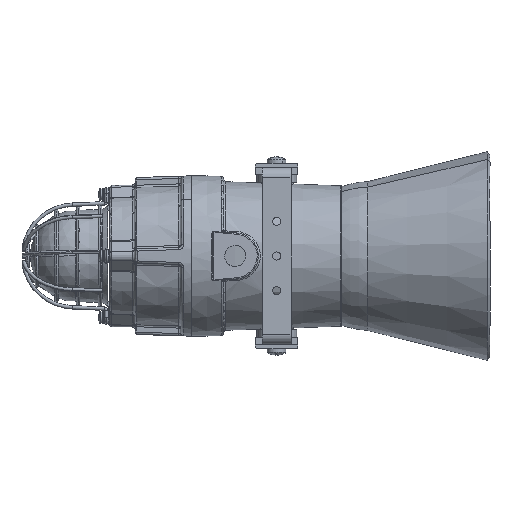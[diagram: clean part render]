
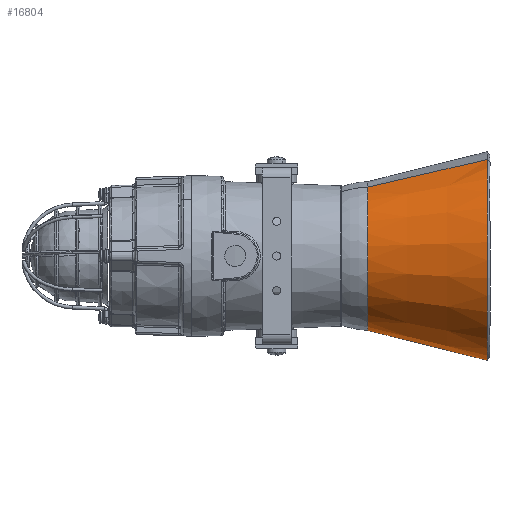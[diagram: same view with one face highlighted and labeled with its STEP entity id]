
A CAD part, front view. The second image highlights one B-rep face of the part: STEP entity #16804.
In plain terms, the highlighted conical face has half-angle 14.048 degrees and reference radius 90.695 mm.
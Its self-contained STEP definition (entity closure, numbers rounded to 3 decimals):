
#4980 = EDGE_CURVE ( 'NONE', #6660, #27385, #27846, .T. ) ;
#6660 = VERTEX_POINT ( 'NONE', #16495 ) ;
#7664 = EDGE_LOOP ( 'NONE', ( #50047, #10737, #36417, #55830 ) ) ;
#7839 = CARTESIAN_POINT ( 'NONE',  ( -122.967, 90.695, 0. ) ) ;
#9008 = EDGE_CURVE ( 'NONE', #27910, #36346, #21605, .T. ) ;
#10737 = ORIENTED_EDGE ( 'NONE', *, *, #55945, .T. ) ;
#10975 = CARTESIAN_POINT ( 'NONE',  ( -19.019, -64.686, 0. ) ) ;
#13304 = CARTESIAN_POINT ( 'NONE',  ( -19.019, 0., 0. ) ) ;
#14457 = AXIS2_PLACEMENT_3D ( 'NONE', #63728, #33650, #53836 ) ;
#15612 = CARTESIAN_POINT ( 'NONE',  ( -122.967, -90.695, 0. ) ) ;
#16246 = DIRECTION ( 'NONE',  ( -0.97, -0.243, 0. ) ) ;
#16495 = CARTESIAN_POINT ( 'NONE',  ( -19.019, 64.686, 0. ) ) ;
#16804 = ADVANCED_FACE ( 'NONE', ( #43558 ), #31343, .T. ) ;
#21605 = CIRCLE ( 'NONE', #37444, 90.695 ) ;
#23350 = LINE ( 'NONE', #7839, #28312 ) ;
#27385 = VERTEX_POINT ( 'NONE', #10975 ) ;
#27846 = CIRCLE ( 'NONE', #61575, 64.686 ) ;
#27910 = VERTEX_POINT ( 'NONE', #29010 ) ;
#28312 = VECTOR ( 'NONE', #42514, 1000. ) ;
#28486 = DIRECTION ( 'NONE',  ( 0., 1., 0. ) ) ;
#29010 = CARTESIAN_POINT ( 'NONE',  ( -122.967, 90.695, 0. ) ) ;
#30477 = LINE ( 'NONE', #15612, #30773 ) ;
#30773 = VECTOR ( 'NONE', #16246, 1000. ) ;
#31343 = CONICAL_SURFACE ( 'NONE', #14457, 90.695, 0.245 ) ;
#33650 = DIRECTION ( 'NONE',  ( -1., 0., 0. ) ) ;
#36346 = VERTEX_POINT ( 'NONE', #57107 ) ;
#36417 = ORIENTED_EDGE ( 'NONE', *, *, #9008, .T. ) ;
#37444 = AXIS2_PLACEMENT_3D ( 'NONE', #52247, #43267, #62120 ) ;
#42514 = DIRECTION ( 'NONE',  ( -0.97, 0.243, 0. ) ) ;
#43267 = DIRECTION ( 'NONE',  ( 1., 0., 0. ) ) ;
#43391 = EDGE_CURVE ( 'NONE', #27385, #36346, #30477, .T. ) ;
#43558 = FACE_OUTER_BOUND ( 'NONE', #7664, .T. ) ;
#50047 = ORIENTED_EDGE ( 'NONE', *, *, #4980, .F. ) ;
#52247 = CARTESIAN_POINT ( 'NONE',  ( -122.967, 0., 0. ) ) ;
#53001 = DIRECTION ( 'NONE',  ( 1., 0., 0. ) ) ;
#53836 = DIRECTION ( 'NONE',  ( 0., -1., 0. ) ) ;
#55830 = ORIENTED_EDGE ( 'NONE', *, *, #43391, .F. ) ;
#55945 = EDGE_CURVE ( 'NONE', #6660, #27910, #23350, .T. ) ;
#57107 = CARTESIAN_POINT ( 'NONE',  ( -122.967, -90.695, 0. ) ) ;
#61575 = AXIS2_PLACEMENT_3D ( 'NONE', #13304, #53001, #28486 ) ;
#62120 = DIRECTION ( 'NONE',  ( 0., 1., 0. ) ) ;
#63728 = CARTESIAN_POINT ( 'NONE',  ( -122.967, 0., 0. ) ) ;
